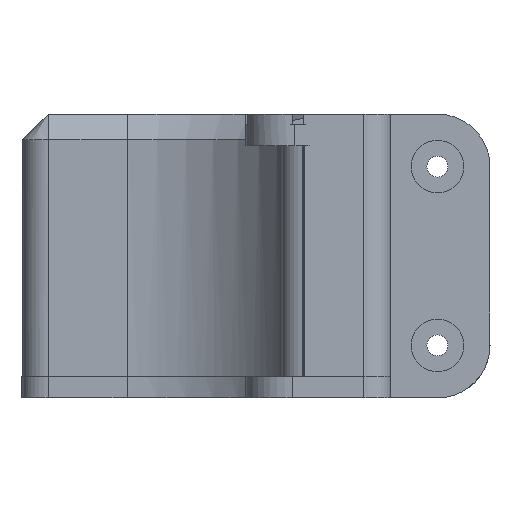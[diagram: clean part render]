
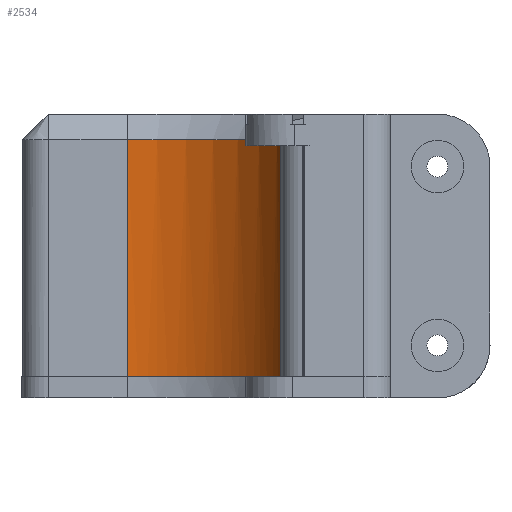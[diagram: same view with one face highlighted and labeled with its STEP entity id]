
A CAD part, left-side view. The second image highlights one B-rep face of the part: STEP entity #2534.
In plain terms, the highlighted cylindrical face has radius 33.5 mm (diameter 67 mm), a partial arc.
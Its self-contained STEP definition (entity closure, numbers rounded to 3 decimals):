
#115=CIRCLE('',#2714,33.5);
#139=CIRCLE('',#2745,33.5);
#151=CIRCLE('',#2766,33.5);
#228=CYLINDRICAL_SURFACE('',#2765,33.5);
#319=FACE_OUTER_BOUND('',#476,.T.);
#476=EDGE_LOOP('',(#1962,#1963,#1964,#1965,#1966,#1967));
#709=LINE('',#4214,#934);
#711=LINE('',#4217,#936);
#712=LINE('',#4219,#937);
#934=VECTOR('',#3286,10.);
#936=VECTOR('',#3290,10.);
#937=VECTOR('',#3291,5.);
#1110=VERTEX_POINT('',#3881);
#1111=VERTEX_POINT('',#3883);
#1176=VERTEX_POINT('',#4047);
#1177=VERTEX_POINT('',#4049);
#1204=VERTEX_POINT('',#4213);
#1205=VERTEX_POINT('',#4218);
#1377=EDGE_CURVE('',#1110,#1111,#115,.T.);
#1461=EDGE_CURVE('',#1176,#1177,#139,.T.);
#1499=EDGE_CURVE('',#1204,#1177,#709,.T.);
#1501=EDGE_CURVE('',#1111,#1176,#711,.T.);
#1502=EDGE_CURVE('',#1205,#1110,#712,.T.);
#1503=EDGE_CURVE('',#1204,#1205,#151,.T.);
#1962=ORIENTED_EDGE('',*,*,#1461,.F.);
#1963=ORIENTED_EDGE('',*,*,#1501,.F.);
#1964=ORIENTED_EDGE('',*,*,#1377,.F.);
#1965=ORIENTED_EDGE('',*,*,#1502,.F.);
#1966=ORIENTED_EDGE('',*,*,#1503,.F.);
#1967=ORIENTED_EDGE('',*,*,#1499,.T.);
#2534=ADVANCED_FACE('',(#319),#228,.F.);
#2714=AXIS2_PLACEMENT_3D('',#3884,#3114,#3115);
#2745=AXIS2_PLACEMENT_3D('',#4050,#3233,#3234);
#2765=AXIS2_PLACEMENT_3D('',#4216,#3288,#3289);
#2766=AXIS2_PLACEMENT_3D('',#4220,#3292,#3293);
#3114=DIRECTION('center_axis',(0.,0.,1.));
#3115=DIRECTION('ref_axis',(1.,0.,0.));
#3233=DIRECTION('center_axis',(0.,0.,-1.));
#3234=DIRECTION('ref_axis',(1.,0.,0.));
#3286=DIRECTION('',(0.,0.,1.));
#3288=DIRECTION('center_axis',(0.,0.,1.));
#3289=DIRECTION('ref_axis',(1.,0.,0.));
#3290=DIRECTION('',(0.,0.,1.));
#3291=DIRECTION('',(0.,0.,-1.));
#3292=DIRECTION('center_axis',(0.,0.,1.));
#3293=DIRECTION('ref_axis',(1.,0.,0.));
#3881=CARTESIAN_POINT('',(-15.36,-29.803,4.));
#3883=CARTESIAN_POINT('',(33.567,-0.067,4.));
#3884=CARTESIAN_POINT('Origin',(0.067,-0.067,
4.));
#4047=CARTESIAN_POINT('',(33.567,-0.067,49.1));
#4049=CARTESIAN_POINT('',(-19.455,-27.291,49.1));
#4050=CARTESIAN_POINT('Origin',(0.067,-0.067,
49.1));
#4213=CARTESIAN_POINT('',(-19.455,-27.291,48.));
#4214=CARTESIAN_POINT('',(-19.455,-27.291,48.));
#4216=CARTESIAN_POINT('Origin',(0.067,-0.067,
4.));
#4217=CARTESIAN_POINT('',(33.567,-0.067,4.));
#4218=CARTESIAN_POINT('',(-15.36,-29.803,48.));
#4219=CARTESIAN_POINT('',(-15.36,-29.803,4.));
#4220=CARTESIAN_POINT('Origin',(0.067,-0.067,
48.));
